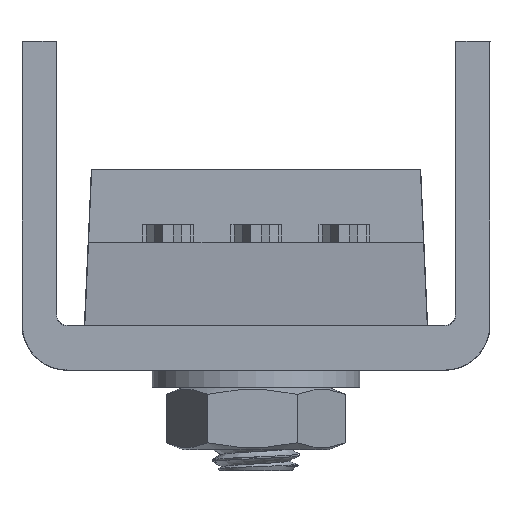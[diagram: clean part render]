
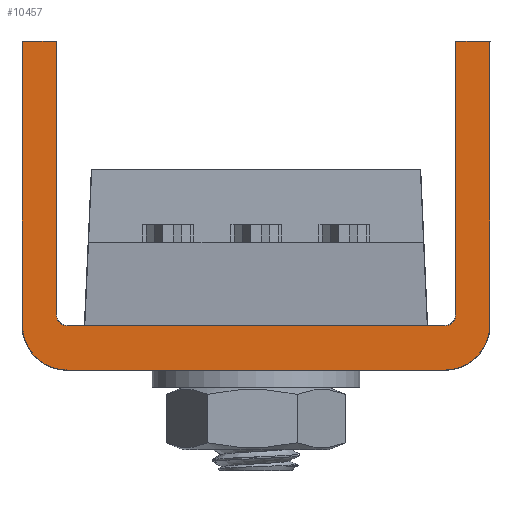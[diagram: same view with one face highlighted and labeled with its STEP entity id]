
A CAD part, front view. The second image highlights one B-rep face of the part: STEP entity #10457.
In plain terms, the highlighted planar face has unit normal (0, -1, 0).
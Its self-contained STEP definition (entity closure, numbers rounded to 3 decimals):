
#587=PLANE('',#11784);
#1109=FACE_OUTER_BOUND('',#1750,.T.);
#1750=EDGE_LOOP('',(#8218,#8219,#8220,#8221,#8222,#8223,#8224,#8225,#8226,
#8227,#8228,#8229));
#2412=LINE('',#17154,#3113);
#2414=LINE('',#17160,#3115);
#2415=LINE('',#17169,#3116);
#2417=LINE('',#17178,#3118);
#2421=LINE('',#17184,#3122);
#2426=LINE('',#17195,#3127);
#2428=LINE('',#17205,#3129);
#2429=LINE('',#17213,#3130);
#3113=VECTOR('',#14190,10.);
#3115=VECTOR('',#14196,10.);
#3116=VECTOR('',#14209,10.);
#3118=VECTOR('',#14221,10.);
#3122=VECTOR('',#14229,10.);
#3127=VECTOR('',#14242,10.);
#3129=VECTOR('',#14256,10.);
#3130=VECTOR('',#14267,10.);
#3682=CIRCLE('',#11640,1.29);
#3686=CIRCLE('',#11646,1.29);
#3689=CIRCLE('',#11656,0.31);
#3693=CIRCLE('',#11662,0.31);
#4386=VERTEX_POINT('',#17113);
#4391=VERTEX_POINT('',#17132);
#4396=VERTEX_POINT('',#17142);
#4399=VERTEX_POINT('',#17149);
#4400=VERTEX_POINT('',#17156);
#4402=VERTEX_POINT('',#17162);
#4403=VERTEX_POINT('',#17167);
#4404=VERTEX_POINT('',#17171);
#4407=VERTEX_POINT('',#17193);
#4408=VERTEX_POINT('',#17198);
#4409=VERTEX_POINT('',#17203);
#4411=VERTEX_POINT('',#17208);
#5612=EDGE_CURVE('',#4391,#4399,#2412,.T.);
#5615=EDGE_CURVE('',#4399,#4400,#2414,.T.);
#5618=EDGE_CURVE('',#4400,#4402,#3682,.T.);
#5620=EDGE_CURVE('',#4402,#4403,#2415,.T.);
#5623=EDGE_CURVE('',#4403,#4404,#3686,.T.);
#5625=EDGE_CURVE('',#4404,#4396,#2417,.T.);
#5629=EDGE_CURVE('',#4396,#4386,#2421,.T.);
#5635=EDGE_CURVE('',#4407,#4391,#2426,.T.);
#5638=EDGE_CURVE('',#4408,#4407,#3689,.T.);
#5641=EDGE_CURVE('',#4409,#4408,#2428,.T.);
#5643=EDGE_CURVE('',#4411,#4409,#3693,.T.);
#5645=EDGE_CURVE('',#4386,#4411,#2429,.T.);
#8218=ORIENTED_EDGE('',*,*,#5612,.F.);
#8219=ORIENTED_EDGE('',*,*,#5635,.F.);
#8220=ORIENTED_EDGE('',*,*,#5638,.F.);
#8221=ORIENTED_EDGE('',*,*,#5641,.F.);
#8222=ORIENTED_EDGE('',*,*,#5643,.F.);
#8223=ORIENTED_EDGE('',*,*,#5645,.F.);
#8224=ORIENTED_EDGE('',*,*,#5629,.F.);
#8225=ORIENTED_EDGE('',*,*,#5625,.F.);
#8226=ORIENTED_EDGE('',*,*,#5623,.F.);
#8227=ORIENTED_EDGE('',*,*,#5620,.F.);
#8228=ORIENTED_EDGE('',*,*,#5618,.F.);
#8229=ORIENTED_EDGE('',*,*,#5615,.F.);
#10457=ADVANCED_FACE('',(#1109),#587,.F.);
#11640=AXIS2_PLACEMENT_3D('',#17165,#14203,#14204);
#11646=AXIS2_PLACEMENT_3D('',#17175,#14216,#14217);
#11656=AXIS2_PLACEMENT_3D('',#17200,#14248,#14249);
#11662=AXIS2_PLACEMENT_3D('',#17210,#14261,#14262);
#11784=AXIS2_PLACEMENT_3D('',#17460,#14587,#14588);
#14190=DIRECTION('',(0.,0.,1.));
#14196=DIRECTION('',(1.,0.,0.));
#14203=DIRECTION('center_axis',(0.,1.,0.));
#14204=DIRECTION('ref_axis',(0.707,0.,0.707));
#14209=DIRECTION('',(0.,0.,-1.));
#14216=DIRECTION('center_axis',(0.,1.,0.));
#14217=DIRECTION('ref_axis',(0.707,0.,-0.707));
#14221=DIRECTION('',(-1.,0.,0.));
#14229=DIRECTION('',(0.,0.,1.));
#14242=DIRECTION('',(-1.,0.,0.));
#14248=DIRECTION('center_axis',(0.,-1.,0.));
#14249=DIRECTION('ref_axis',(0.707,0.,0.707));
#14256=DIRECTION('',(0.,0.,1.));
#14261=DIRECTION('center_axis',(0.,-1.,0.));
#14262=DIRECTION('ref_axis',(0.707,0.,-0.707));
#14267=DIRECTION('',(1.,0.,0.));
#14587=DIRECTION('center_axis',(0.,1.,0.));
#14588=DIRECTION('ref_axis',(0.,0.,1.));
#17113=CARTESIAN_POINT('',(-4.74,0.,-5.76));
#17132=CARTESIAN_POINT('',(-4.74,0.,5.76));
#17142=CARTESIAN_POINT('',(-4.74,0.,-6.74));
#17149=CARTESIAN_POINT('',(-4.74,0.,6.74));
#17154=CARTESIAN_POINT('',(-4.74,0.,-3.375));
#17156=CARTESIAN_POINT('',(3.45,0.,6.74));
#17160=CARTESIAN_POINT('',(-2.375,0.,6.74));
#17162=CARTESIAN_POINT('',(4.74,0.,5.45));
#17165=CARTESIAN_POINT('Origin',(3.45,0.,5.45));
#17167=CARTESIAN_POINT('',(4.74,0.,-5.45));
#17169=CARTESIAN_POINT('',(4.74,0.,3.375));
#17171=CARTESIAN_POINT('',(3.45,0.,-6.74));
#17175=CARTESIAN_POINT('Origin',(3.45,0.,-5.45));
#17178=CARTESIAN_POINT('',(2.375,0.,-6.74));
#17184=CARTESIAN_POINT('',(-4.74,0.,-3.375));
#17193=CARTESIAN_POINT('',(3.15,0.,5.76));
#17195=CARTESIAN_POINT('',(1.725,0.,5.76));
#17198=CARTESIAN_POINT('',(3.46,0.,5.45));
#17200=CARTESIAN_POINT('Origin',(3.15,0.,5.45));
#17203=CARTESIAN_POINT('',(3.46,0.,-5.45));
#17205=CARTESIAN_POINT('',(3.46,0.,-2.875));
#17208=CARTESIAN_POINT('',(3.15,0.,-5.76));
#17210=CARTESIAN_POINT('Origin',(3.15,0.,-5.45));
#17213=CARTESIAN_POINT('',(-2.375,0.,-5.76));
#17460=CARTESIAN_POINT('Origin',(0.,0.,0.));
